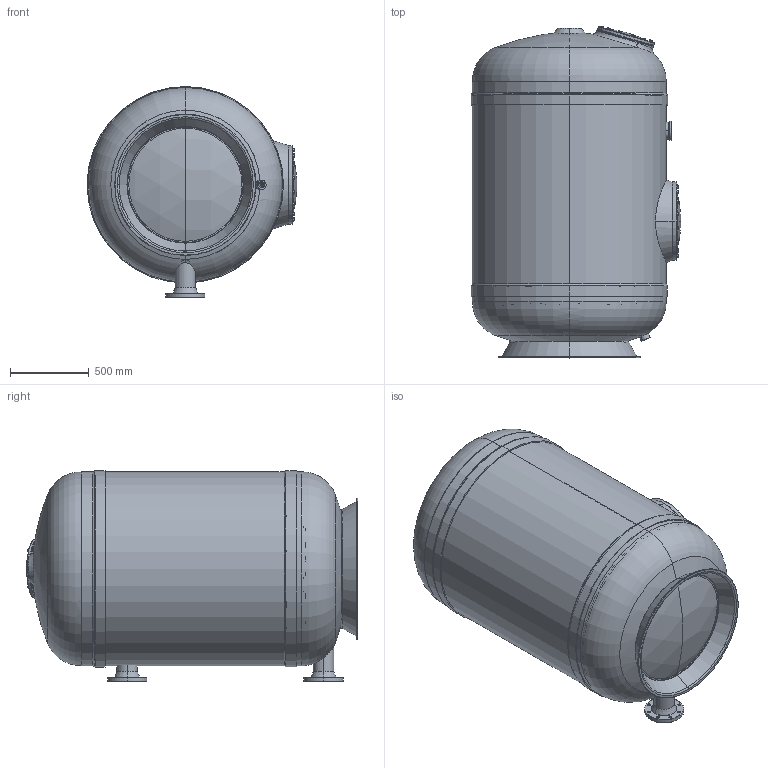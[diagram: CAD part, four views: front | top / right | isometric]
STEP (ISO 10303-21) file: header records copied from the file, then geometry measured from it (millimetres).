
FILE_DESCRIPTION (( 'STEP AP214' ), '1' );
FILE_NAME ('balearic120c_1000.STEP', '2021-01-05T11:34:15', ( '' ), ( '' ), 'SwSTEP 2.0', 'SolidWorks 2019', '' );
FILE_SCHEMA (( 'AUTOMOTIVE_DESIGN' ));
Length unit declared in the file: millimetre
Products named in the file (1): balearic120c_1000
Bounding box: 1335.79 x 2112.92 x 1343 mm (x, y, z)
Surface area: 22380300.3 mm2 (no closed solid volume)
Topology: 0 solids, 89 shells, 1184 faces, 2621 edges, 1610 vertices
Faces by surface type: cylinder 405, plane 374, cone 307, torus 66, bspline 24, sphere 8
Entity records: 55230 total; most frequent: CARTESIAN_POINT 15480, DIRECTION 5549, ORIENTED_EDGE 5098, EDGE_CURVE 2581, AXIS2_PLACEMENT_3D 2341, VERTEX_POINT 1610, EDGE_LOOP 1425, UNCERTAINTY_MEASURE_WITH_UNIT 1258
